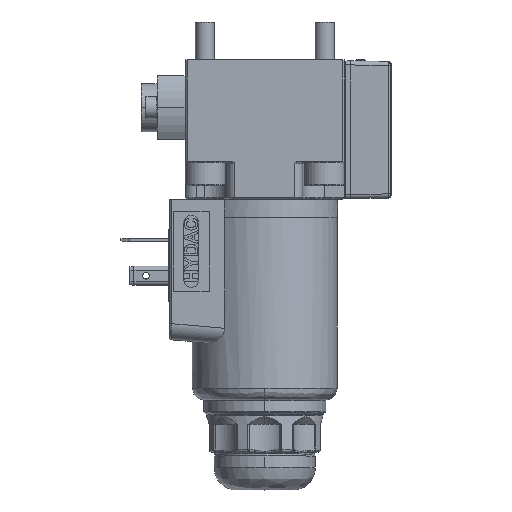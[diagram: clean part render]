
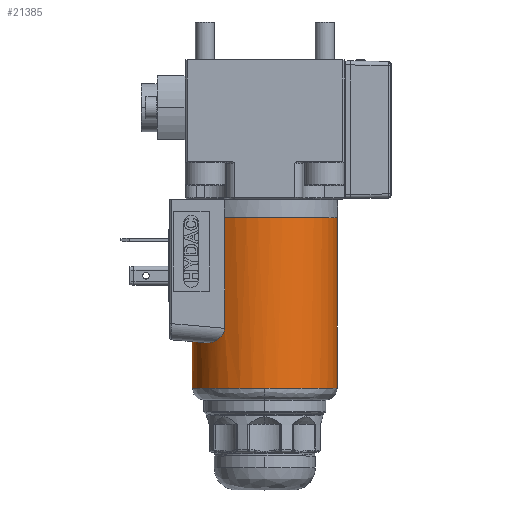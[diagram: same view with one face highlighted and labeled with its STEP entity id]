
A CAD part, top view. The second image highlights one B-rep face of the part: STEP entity #21385.
In plain terms, the highlighted cylindrical face has radius 18.15 mm (diameter 36.3 mm), a partial arc.
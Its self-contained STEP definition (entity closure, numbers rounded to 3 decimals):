
#706 = CARTESIAN_POINT ( 'NONE',  ( -10.04, -47.453, 15.12 ) ) ;
#1758 = DIRECTION ( 'NONE',  ( 0., 1., 0. ) ) ;
#1871 = CARTESIAN_POINT ( 'NONE',  ( -18.15, -68.3, 0. ) ) ;
#2136 =( BOUNDED_CURVE ( )  B_SPLINE_CURVE ( 3, ( #3486, #8609, #25287, #32617 ),
 .UNSPECIFIED., .F., .F. ) 
 B_SPLINE_CURVE_WITH_KNOTS ( ( 4, 4 ),
 ( 2.485, 3.142 ),
 .UNSPECIFIED. ) 
 CURVE ( )  GEOMETRIC_REPRESENTATION_ITEM ( )  RATIONAL_B_SPLINE_CURVE ( ( 1., 0.964, 0.964, 1. ) ) 
 REPRESENTATION_ITEM ( '' )  );
#3486 = CARTESIAN_POINT ( 'NONE',  ( -14.372, -50.925, 11.085 ) ) ;
#4320 = VERTEX_POINT ( 'NONE', #12355 ) ;
#4655 = CARTESIAN_POINT ( 'NONE',  ( -10.04, -68.3, 15.12 ) ) ;
#4775 = CARTESIAN_POINT ( 'NONE',  ( -13.351, -50.835, 12.299 ) ) ;
#4858 = ORIENTED_EDGE ( 'NONE', *, *, #42218, .T. ) ;
#5018 = CARTESIAN_POINT ( 'NONE',  ( 0., -62.3, 0. ) ) ;
#5815 = DIRECTION ( 'NONE',  ( 1., 0., 0. ) ) ;
#6254 = VECTOR ( 'NONE', #38366, 1000. ) ;
#7835 = EDGE_CURVE ( 'NONE', #38675, #4320, #50817, .T. ) ;
#8119 = EDGE_CURVE ( 'NONE', #28252, #38675, #40441, .T. ) ;
#8539 = CARTESIAN_POINT ( 'NONE',  ( -11.009, -49.46, 14.433 ) ) ;
#8609 = CARTESIAN_POINT ( 'NONE',  ( -16.844, -50.709, 7.88 ) ) ;
#8821 = CARTESIAN_POINT ( 'NONE',  ( -12.271, -50.405, 13.377 ) ) ;
#9707 = CARTESIAN_POINT ( 'NONE',  ( -14.372, -50.925, 11.085 ) ) ;
#9997 = EDGE_CURVE ( 'NONE', #44925, #4320, #40095, .T. ) ;
#11206 = CARTESIAN_POINT ( 'NONE',  ( 18.15, -68.3, 0. ) ) ;
#12355 = CARTESIAN_POINT ( 'NONE',  ( 18.15, -62.3, 0. ) ) ;
#12798 = AXIS2_PLACEMENT_3D ( 'NONE', #34968, #13714, #26510 ) ;
#13714 = DIRECTION ( 'NONE',  ( 0., -1., 0. ) ) ;
#14412 = ORIENTED_EDGE ( 'NONE', *, *, #41231, .T. ) ;
#15040 = CARTESIAN_POINT ( 'NONE',  ( 18.15, -19.5, 0. ) ) ;
#16112 = AXIS2_PLACEMENT_3D ( 'NONE', #40373, #40902, #20220 ) ;
#16351 = CARTESIAN_POINT ( 'NONE',  ( -18.15, -50.594, 0. ) ) ;
#16494 = CARTESIAN_POINT ( 'NONE',  ( -12.925, -50.702, 12.746 ) ) ;
#16904 = LINE ( 'NONE', #4655, #26149 ) ;
#16973 = AXIS2_PLACEMENT_3D ( 'NONE', #5018, #1758, #5815 ) ;
#17292 = CARTESIAN_POINT ( 'NONE',  ( -11.627, -49.996, 13.94 ) ) ;
#17448 = DIRECTION ( 'NONE',  ( 0., -1., 0. ) ) ;
#18710 = VERTEX_POINT ( 'NONE', #16351 ) ;
#18885 = DIRECTION ( 'NONE',  ( 0., -1., 0. ) ) ;
#19613 = DIRECTION ( 'NONE',  ( 0., 1., 0. ) ) ;
#20220 = DIRECTION ( 'NONE',  ( 1., 0., 0. ) ) ;
#20850 = CARTESIAN_POINT ( 'NONE',  ( -10.155, -48.075, 15.043 ) ) ;
#21385 = ADVANCED_FACE ( 'NONE', ( #24050 ), #32981, .T. ) ;
#21955 = CARTESIAN_POINT ( 'NONE',  ( -10.04, -47.292, 15.12 ) ) ;
#22779 = VECTOR ( 'NONE', #18885, 1000. ) ;
#22948 = ORIENTED_EDGE ( 'NONE', *, *, #30995, .T. ) ;
#23670 = B_SPLINE_CURVE_WITH_KNOTS ( 'NONE', 3,
 ( #45353, #706, #25491, #41285, #20850, #24954, #32802, #29257, #8539, #38027, #17292, #37475, #8821, #33908, #16494, #4775, #42085, #46142, #49663, #33631 ),
 .UNSPECIFIED., .F., .F.,
 ( 4, 2, 2, 2, 2, 2, 2, 2, 2, 4 ),
 ( 0., 0., 0.001, 0.002, 0.003, 0.004, 0.005, 0.006, 0.007, 0.008 ),
 .UNSPECIFIED. ) ;
#24050 = FACE_OUTER_BOUND ( 'NONE', #40457, .T. ) ;
#24528 = CARTESIAN_POINT ( 'NONE',  ( 0., -62.3, 0. ) ) ;
#24954 = CARTESIAN_POINT ( 'NONE',  ( -10.318, -48.513, 14.933 ) ) ;
#25057 = ORIENTED_EDGE ( 'NONE', *, *, #8119, .T. ) ;
#25287 = CARTESIAN_POINT ( 'NONE',  ( -18.15, -50.594, 4.048 ) ) ;
#25491 = CARTESIAN_POINT ( 'NONE',  ( -10.055, -47.611, 15.11 ) ) ;
#25704 = ORIENTED_EDGE ( 'NONE', *, *, #9997, .F. ) ;
#26149 = VECTOR ( 'NONE', #17448, 1000. ) ;
#26266 = CARTESIAN_POINT ( 'NONE',  ( 0., -62.3, 18.15 ) ) ;
#26510 = DIRECTION ( 'NONE',  ( 1., 0., 0. ) ) ;
#27370 = AXIS2_PLACEMENT_3D ( 'NONE', #24528, #19613, #40314 ) ;
#28252 = VERTEX_POINT ( 'NONE', #28747 ) ;
#28747 = CARTESIAN_POINT ( 'NONE',  ( -18.15, -62.3, 0. ) ) ;
#29257 = CARTESIAN_POINT ( 'NONE',  ( -10.816, -49.251, 14.577 ) ) ;
#30784 = ORIENTED_EDGE ( 'NONE', *, *, #7835, .T. ) ;
#30995 = EDGE_CURVE ( 'NONE', #44925, #48973, #31939, .T. ) ;
#31211 = LINE ( 'NONE', #1871, #6254 ) ;
#31939 = CIRCLE ( 'NONE', #12798, 18.15 ) ;
#32617 = CARTESIAN_POINT ( 'NONE',  ( -18.15, -50.594, 0. ) ) ;
#32802 = CARTESIAN_POINT ( 'NONE',  ( -10.471, -48.78, 14.827 ) ) ;
#32981 = CYLINDRICAL_SURFACE ( 'NONE', #16112, 18.15 ) ;
#33295 = VERTEX_POINT ( 'NONE', #9707 ) ;
#33631 = CARTESIAN_POINT ( 'NONE',  ( -14.372, -50.925, 11.085 ) ) ;
#33908 = CARTESIAN_POINT ( 'NONE',  ( -12.707, -50.616, 12.963 ) ) ;
#34968 = CARTESIAN_POINT ( 'NONE',  ( 0., -19.5, 0. ) ) ;
#37475 = CARTESIAN_POINT ( 'NONE',  ( -12.054, -50.282, 13.572 ) ) ;
#38027 = CARTESIAN_POINT ( 'NONE',  ( -11.416, -49.834, 14.112 ) ) ;
#38366 = DIRECTION ( 'NONE',  ( 0., -1., 0. ) ) ;
#38675 = VERTEX_POINT ( 'NONE', #26266 ) ;
#39126 = ORIENTED_EDGE ( 'NONE', *, *, #51414, .T. ) ;
#40095 = LINE ( 'NONE', #11206, #22779 ) ;
#40314 = DIRECTION ( 'NONE',  ( 1., 0., 0. ) ) ;
#40373 = CARTESIAN_POINT ( 'NONE',  ( 0., -68.3, 0. ) ) ;
#40441 = CIRCLE ( 'NONE', #16973, 18.15 ) ;
#40457 = EDGE_LOOP ( 'NONE', ( #4858, #39126, #25057, #30784, #25704, #22948, #40943, #14412 ) ) ;
#40902 = DIRECTION ( 'NONE',  ( 0., -1., 0. ) ) ;
#40943 = ORIENTED_EDGE ( 'NONE', *, *, #50358, .T. ) ;
#41231 = EDGE_CURVE ( 'NONE', #47767, #33295, #23670, .T. ) ;
#41285 = CARTESIAN_POINT ( 'NONE',  ( -10.112, -47.922, 15.072 ) ) ;
#42085 = CARTESIAN_POINT ( 'NONE',  ( -13.561, -50.882, 12.067 ) ) ;
#42218 = EDGE_CURVE ( 'NONE', #33295, #18710, #2136, .T. ) ;
#44925 = VERTEX_POINT ( 'NONE', #15040 ) ;
#45353 = CARTESIAN_POINT ( 'NONE',  ( -10.04, -47.292, 15.12 ) ) ;
#45708 = CARTESIAN_POINT ( 'NONE',  ( -10.04, -19.5, 15.12 ) ) ;
#46142 = CARTESIAN_POINT ( 'NONE',  ( -13.974, -50.936, 11.587 ) ) ;
#47767 = VERTEX_POINT ( 'NONE', #21955 ) ;
#48973 = VERTEX_POINT ( 'NONE', #45708 ) ;
#49663 = CARTESIAN_POINT ( 'NONE',  ( -14.177, -50.942, 11.338 ) ) ;
#50358 = EDGE_CURVE ( 'NONE', #48973, #47767, #16904, .T. ) ;
#50817 = CIRCLE ( 'NONE', #27370, 18.15 ) ;
#51414 = EDGE_CURVE ( 'NONE', #18710, #28252, #31211, .T. ) ;
